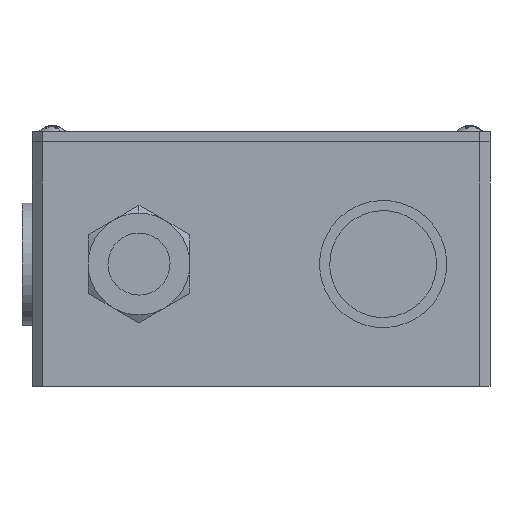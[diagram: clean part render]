
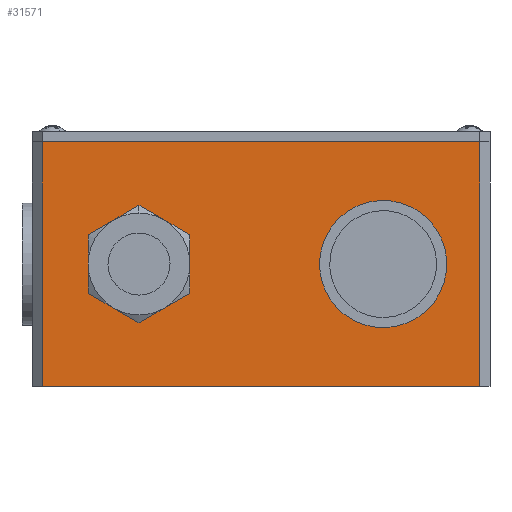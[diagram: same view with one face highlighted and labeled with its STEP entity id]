
A CAD part, front view. The second image highlights one B-rep face of the part: STEP entity #31571.
In plain terms, the highlighted planar face has unit normal (0, -1, 0).
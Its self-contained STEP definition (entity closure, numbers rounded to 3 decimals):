
#810 = FACE_BOUND ( 'NONE', #33060, .T. ) ;
#1184 = CARTESIAN_POINT ( 'NONE',  ( -21.5, -24.5, 24. ) ) ;
#1826 = AXIS2_PLACEMENT_3D ( 'NONE', #25805, #18172, #31299 ) ;
#1863 = VERTEX_POINT ( 'NONE', #29528 ) ;
#2387 = DIRECTION ( 'NONE',  ( 1., 0., 0. ) ) ;
#3500 = DIRECTION ( 'NONE',  ( 0., -1., 0. ) ) ;
#3987 = CARTESIAN_POINT ( 'NONE',  ( 12., -24.5, 12. ) ) ;
#4301 = VERTEX_POINT ( 'NONE', #14351 ) ;
#4733 = ORIENTED_EDGE ( 'NONE', *, *, #24669, .T. ) ;
#4752 = VERTEX_POINT ( 'NONE', #6934 ) ;
#4941 = PLANE ( 'NONE',  #1826 ) ;
#6934 = CARTESIAN_POINT ( 'NONE',  ( 21.5, -24.5, 0. ) ) ;
#7907 = CIRCLE ( 'NONE', #17622, 3.4 ) ;
#8696 = DIRECTION ( 'NONE',  ( 0., -1., 0. ) ) ;
#8852 = CARTESIAN_POINT ( 'NONE',  ( -21.5, -24.5, 0. ) ) ;
#9648 = EDGE_LOOP ( 'NONE', ( #20215, #4733, #26323, #25445 ) ) ;
#9772 = CARTESIAN_POINT ( 'NONE',  ( 22.5, -24.5, 0. ) ) ;
#11151 = CIRCLE ( 'NONE', #15209, 3.4 ) ;
#11198 = ORIENTED_EDGE ( 'NONE', *, *, #28397, .F. ) ;
#11575 = CIRCLE ( 'NONE', #15664, 5.5 ) ;
#12792 = AXIS2_PLACEMENT_3D ( 'NONE', #3987, #8696, #32625 ) ;
#13406 = EDGE_CURVE ( 'NONE', #29535, #4752, #31756, .T. ) ;
#13893 = CARTESIAN_POINT ( 'NONE',  ( -12., -24.5, 12. ) ) ;
#14011 = DIRECTION ( 'NONE',  ( 0., 0., -1. ) ) ;
#14351 = CARTESIAN_POINT ( 'NONE',  ( 21.5, -24.5, 24. ) ) ;
#14512 = CARTESIAN_POINT ( 'NONE',  ( 17.5, -24.5, 12. ) ) ;
#15209 = AXIS2_PLACEMENT_3D ( 'NONE', #20565, #26005, #23275 ) ;
#15371 = VERTEX_POINT ( 'NONE', #14512 ) ;
#15527 = CARTESIAN_POINT ( 'NONE',  ( 22.5, -24.5, 24. ) ) ;
#15664 = AXIS2_PLACEMENT_3D ( 'NONE', #25180, #24937, #17303 ) ;
#16330 = LINE ( 'NONE', #15527, #26562 ) ;
#17292 = DIRECTION ( 'NONE',  ( 0., 0., 1. ) ) ;
#17303 = DIRECTION ( 'NONE',  ( 1., 0., 0. ) ) ;
#17534 = CIRCLE ( 'NONE', #12792, 5.5 ) ;
#17622 = AXIS2_PLACEMENT_3D ( 'NONE', #13893, #3500, #31817 ) ;
#18095 = VERTEX_POINT ( 'NONE', #22530 ) ;
#18172 = DIRECTION ( 'NONE',  ( 0., 1., 0. ) ) ;
#18265 = VERTEX_POINT ( 'NONE', #22596 ) ;
#20215 = ORIENTED_EDGE ( 'NONE', *, *, #21118, .F. ) ;
#20565 = CARTESIAN_POINT ( 'NONE',  ( -12., -24.5, 12. ) ) ;
#20859 = FACE_OUTER_BOUND ( 'NONE', #9648, .T. ) ;
#21118 = EDGE_CURVE ( 'NONE', #22079, #4301, #16330, .T. ) ;
#21325 = ORIENTED_EDGE ( 'NONE', *, *, #32860, .F. ) ;
#21826 = EDGE_LOOP ( 'NONE', ( #24056, #11198 ) ) ;
#22079 = VERTEX_POINT ( 'NONE', #33430 ) ;
#22530 = CARTESIAN_POINT ( 'NONE',  ( -8.6, -24.5, 12. ) ) ;
#22596 = CARTESIAN_POINT ( 'NONE',  ( -15.4, -24.5, 12. ) ) ;
#23275 = DIRECTION ( 'NONE',  ( 1., 0., 0. ) ) ;
#24005 = VECTOR ( 'NONE', #17292, 1000. ) ;
#24056 = ORIENTED_EDGE ( 'NONE', *, *, #27861, .F. ) ;
#24344 = VECTOR ( 'NONE', #14011, 1000. ) ;
#24669 = EDGE_CURVE ( 'NONE', #22079, #29535, #26831, .T. ) ;
#24778 = VECTOR ( 'NONE', #30965, 1000. ) ;
#24937 = DIRECTION ( 'NONE',  ( 0., -1., 0. ) ) ;
#25043 = CARTESIAN_POINT ( 'NONE',  ( 21.5, -24.5, 24. ) ) ;
#25180 = CARTESIAN_POINT ( 'NONE',  ( 12., -24.5, 12. ) ) ;
#25445 = ORIENTED_EDGE ( 'NONE', *, *, #33749, .T. ) ;
#25805 = CARTESIAN_POINT ( 'NONE',  ( 22.5, -24.5, 24. ) ) ;
#26005 = DIRECTION ( 'NONE',  ( 0., -1., 0. ) ) ;
#26323 = ORIENTED_EDGE ( 'NONE', *, *, #13406, .T. ) ;
#26562 = VECTOR ( 'NONE', #2387, 1000. ) ;
#26831 = LINE ( 'NONE', #1184, #24344 ) ;
#27800 = FACE_BOUND ( 'NONE', #21826, .T. ) ;
#27861 = EDGE_CURVE ( 'NONE', #18095, #18265, #7907, .T. ) ;
#28397 = EDGE_CURVE ( 'NONE', #18265, #18095, #11151, .T. ) ;
#29002 = EDGE_CURVE ( 'NONE', #1863, #15371, #11575, .T. ) ;
#29528 = CARTESIAN_POINT ( 'NONE',  ( 6.5, -24.5, 12. ) ) ;
#29535 = VERTEX_POINT ( 'NONE', #8852 ) ;
#30954 = LINE ( 'NONE', #25043, #24005 ) ;
#30965 = DIRECTION ( 'NONE',  ( 1., 0., 0. ) ) ;
#31299 = DIRECTION ( 'NONE',  ( -1., 0., 0. ) ) ;
#31464 = ORIENTED_EDGE ( 'NONE', *, *, #29002, .F. ) ;
#31571 = ADVANCED_FACE ( 'NONE', ( #810, #27800, #20859 ), #4941, .F. ) ;
#31756 = LINE ( 'NONE', #9772, #24778 ) ;
#31817 = DIRECTION ( 'NONE',  ( 1., 0., 0. ) ) ;
#32625 = DIRECTION ( 'NONE',  ( 1., 0., 0. ) ) ;
#32860 = EDGE_CURVE ( 'NONE', #15371, #1863, #17534, .T. ) ;
#33060 = EDGE_LOOP ( 'NONE', ( #21325, #31464 ) ) ;
#33430 = CARTESIAN_POINT ( 'NONE',  ( -21.5, -24.5, 24. ) ) ;
#33749 = EDGE_CURVE ( 'NONE', #4752, #4301, #30954, .T. ) ;
